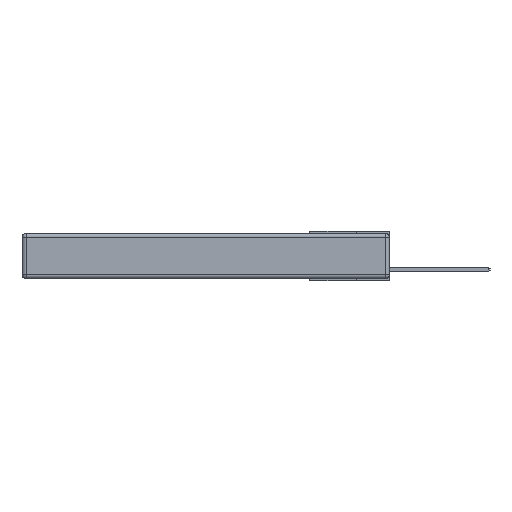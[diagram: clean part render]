
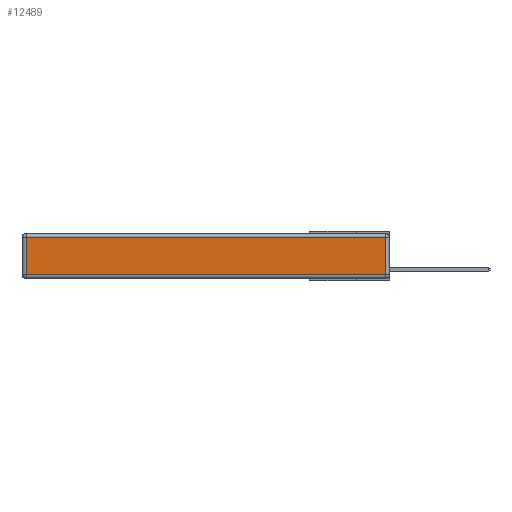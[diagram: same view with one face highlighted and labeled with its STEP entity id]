
A CAD part, left-side view. The second image highlights one B-rep face of the part: STEP entity #12489.
In plain terms, the highlighted planar face has unit normal (-1, 0, 0).
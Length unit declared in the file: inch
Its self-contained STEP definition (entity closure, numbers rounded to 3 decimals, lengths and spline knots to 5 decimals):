
#151 = VERTEX_POINT ( 'NONE', #19927 ) ;
#930 = CARTESIAN_POINT ( 'NONE',  ( 0., 2.72, -0.313 ) ) ;
#2047 = DIRECTION ( 'NONE',  ( 0., -1., 0. ) ) ;
#2354 = EDGE_CURVE ( 'NONE', #10472, #151, #7249, .T. ) ;
#2722 = DIRECTION ( 'NONE',  ( -1., 0., 0. ) ) ;
#4798 = DIRECTION ( 'NONE',  ( 0., 0., -1. ) ) ;
#5703 = VECTOR ( 'NONE', #8409, 39.37008 ) ;
#5837 = CARTESIAN_POINT ( 'NONE',  ( 0., 0., -0.343 ) ) ;
#5970 = DIRECTION ( 'NONE',  ( 0., 0., 1. ) ) ;
#6589 = VERTEX_POINT ( 'NONE', #930 ) ;
#6739 = CARTESIAN_POINT ( 'NONE',  ( 0., 2.72, -0.343 ) ) ;
#6833 = VECTOR ( 'NONE', #18802, 39.37008 ) ;
#7023 = CARTESIAN_POINT ( 'NONE',  ( 0., 0., -0.313 ) ) ;
#7249 = LINE ( 'NONE', #8613, #5703 ) ;
#7633 = VERTEX_POINT ( 'NONE', #11836 ) ;
#7663 = ORIENTED_EDGE ( 'NONE', *, *, #13842, .T. ) ;
#8102 = CARTESIAN_POINT ( 'NONE',  ( 0., 0.03, -0.313 ) ) ;
#8345 = CARTESIAN_POINT ( 'NONE',  ( 0., 2.75, -0.03 ) ) ;
#8409 = DIRECTION ( 'NONE',  ( 0., 0., 1. ) ) ;
#8613 = CARTESIAN_POINT ( 'NONE',  ( 0., 0.03, -0.343 ) ) ;
#10472 = VERTEX_POINT ( 'NONE', #8102 ) ;
#11046 = EDGE_LOOP ( 'NONE', ( #16198, #21137, #12437, #7663 ) ) ;
#11239 = LINE ( 'NONE', #7023, #11755 ) ;
#11755 = VECTOR ( 'NONE', #2047, 39.37008 ) ;
#11818 = AXIS2_PLACEMENT_3D ( 'NONE', #5837, #2722, #5970 ) ;
#11836 = CARTESIAN_POINT ( 'NONE',  ( 0., 2.72, -0.03 ) ) ;
#12437 = ORIENTED_EDGE ( 'NONE', *, *, #17359, .T. ) ;
#12489 = ADVANCED_FACE ( 'NONE', ( #16212 ), #13595, .T. ) ;
#13297 = VECTOR ( 'NONE', #4798, 39.37008 ) ;
#13595 = PLANE ( 'NONE',  #11818 ) ;
#13834 = LINE ( 'NONE', #6739, #13297 ) ;
#13842 = EDGE_CURVE ( 'NONE', #7633, #6589, #13834, .T. ) ;
#16198 = ORIENTED_EDGE ( 'NONE', *, *, #17453, .T. ) ;
#16212 = FACE_OUTER_BOUND ( 'NONE', #11046, .T. ) ;
#17359 = EDGE_CURVE ( 'NONE', #151, #7633, #19800, .T. ) ;
#17453 = EDGE_CURVE ( 'NONE', #6589, #10472, #11239, .T. ) ;
#18802 = DIRECTION ( 'NONE',  ( 0., 1., 0. ) ) ;
#19800 = LINE ( 'NONE', #8345, #6833 ) ;
#19927 = CARTESIAN_POINT ( 'NONE',  ( 0., 0.03, -0.03 ) ) ;
#21137 = ORIENTED_EDGE ( 'NONE', *, *, #2354, .T. ) ;
